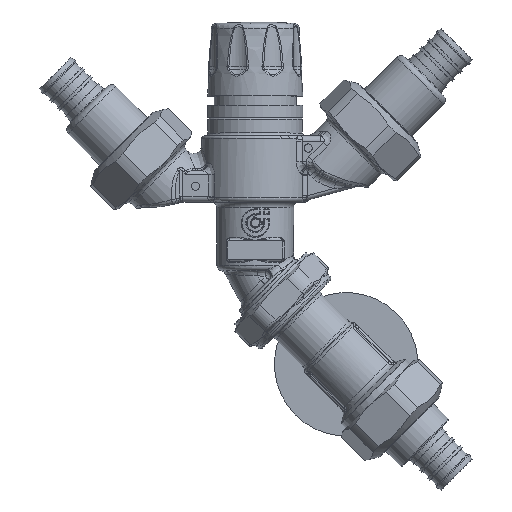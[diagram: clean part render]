
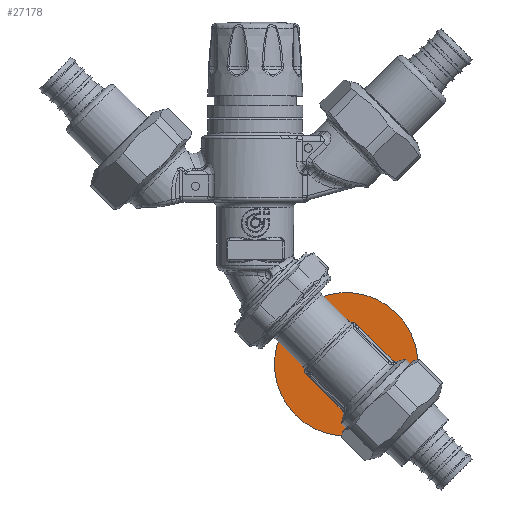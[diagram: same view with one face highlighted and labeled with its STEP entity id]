
A CAD part, top view. The second image highlights one B-rep face of the part: STEP entity #27178.
In plain terms, the highlighted face is planar.
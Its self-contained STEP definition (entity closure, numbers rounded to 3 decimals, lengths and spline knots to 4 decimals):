
#3015=FACE_BOUND('',#6918,.T.);
#5104=FACE_OUTER_BOUND('',#6917,.T.);
#6917=EDGE_LOOP('',(#24566));
#6918=EDGE_LOOP('',(#24567));
#10933=CIRCLE('',#30303,1.03);
#10937=CIRCLE('',#30311,0.3);
#13168=VERTEX_POINT('',#88269);
#13172=VERTEX_POINT('',#88283);
#16984=EDGE_CURVE('',#13168,#13168,#10933,.T.);
#16990=EDGE_CURVE('',#13172,#13172,#10937,.T.);
#24566=ORIENTED_EDGE('',*,*,#16984,.T.);
#24567=ORIENTED_EDGE('',*,*,#16990,.T.);
#25554=PLANE('',#30313);
#27178=ADVANCED_FACE('',(#5104,#3015),#25554,.F.);
#30303=AXIS2_PLACEMENT_3D('',#88271,#37275,#37276);
#30311=AXIS2_PLACEMENT_3D('',#88285,#37293,#37294);
#30313=AXIS2_PLACEMENT_3D('',#88287,#37297,#37298);
#37275=DIRECTION('center_axis',(-1.,0.,0.));
#37276=DIRECTION('ref_axis',(0.,1.,0.));
#37293=DIRECTION('center_axis',(1.,0.,0.));
#37294=DIRECTION('ref_axis',(0.,-1.,0.));
#37297=DIRECTION('center_axis',(1.,0.,0.));
#37298=DIRECTION('ref_axis',(0.,-1.,0.));
#88269=CARTESIAN_POINT('',(1.0824,-1.03,0.));
#88271=CARTESIAN_POINT('Origin',(1.0824,0.,
0.));
#88283=CARTESIAN_POINT('',(1.0824,0.3,0.));
#88285=CARTESIAN_POINT('Origin',(1.0824,0.,
0.));
#88287=CARTESIAN_POINT('Origin',(1.0824,0.,
0.));
